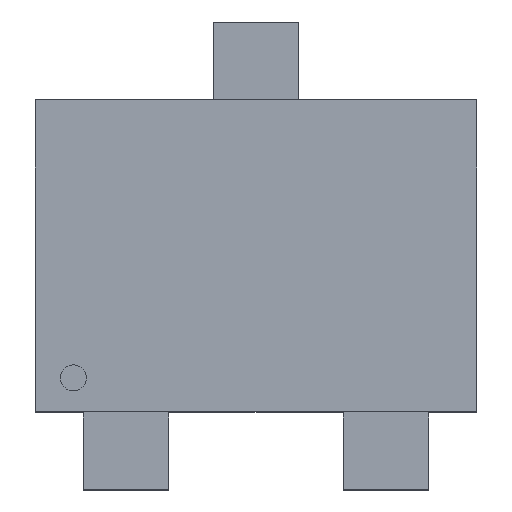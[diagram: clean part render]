
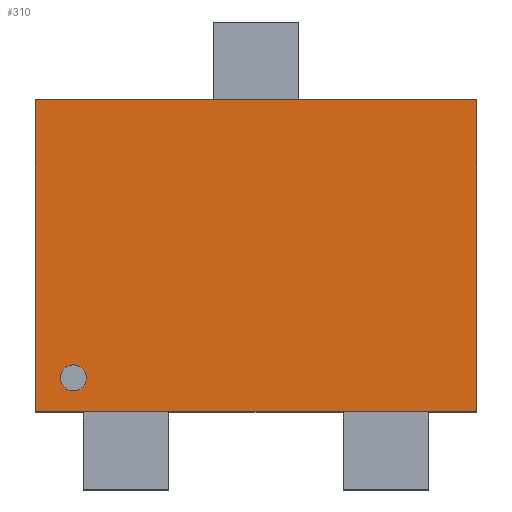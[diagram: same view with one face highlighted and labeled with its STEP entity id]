
A CAD part, top view. The second image highlights one B-rep face of the part: STEP entity #310.
In plain terms, the highlighted planar face has unit normal (0, 0, 1).
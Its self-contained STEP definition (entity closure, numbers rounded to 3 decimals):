
#32 = VERTEX_POINT('',#33);
#33 = CARTESIAN_POINT('',(-0.85,0.6,0.6));
#39 = EDGE_CURVE('',#32,#40,#42,.T.);
#40 = VERTEX_POINT('',#41);
#41 = CARTESIAN_POINT('',(0.85,0.6,0.6));
#42 = LINE('',#43,#44);
#43 = CARTESIAN_POINT('',(-0.85,0.6,0.6));
#44 = VECTOR('',#45,1.);
#45 = DIRECTION('',(1.,0.,0.));
#291 = EDGE_CURVE('',#40,#292,#294,.T.);
#292 = VERTEX_POINT('',#293);
#293 = CARTESIAN_POINT('',(0.85,-0.6,0.6));
#294 = LINE('',#295,#296);
#295 = CARTESIAN_POINT('',(0.85,0.6,0.6));
#296 = VECTOR('',#297,1.);
#297 = DIRECTION('',(0.,-1.,0.));
#310 = ADVANCED_FACE('',(#311,#329),#340,.F.);
#311 = FACE_BOUND('',#312,.F.);
#312 = EDGE_LOOP('',(#313,#314,#315,#323));
#313 = ORIENTED_EDGE('',*,*,#39,.T.);
#314 = ORIENTED_EDGE('',*,*,#291,.T.);
#315 = ORIENTED_EDGE('',*,*,#316,.T.);
#316 = EDGE_CURVE('',#292,#317,#319,.T.);
#317 = VERTEX_POINT('',#318);
#318 = CARTESIAN_POINT('',(-0.85,-0.6,0.6));
#319 = LINE('',#320,#321);
#320 = CARTESIAN_POINT('',(0.85,-0.6,0.6));
#321 = VECTOR('',#322,1.);
#322 = DIRECTION('',(-1.,0.,0.));
#323 = ORIENTED_EDGE('',*,*,#324,.T.);
#324 = EDGE_CURVE('',#317,#32,#325,.T.);
#325 = LINE('',#326,#327);
#326 = CARTESIAN_POINT('',(-0.85,-0.6,0.6));
#327 = VECTOR('',#328,1.);
#328 = DIRECTION('',(0.,1.,0.));
#329 = FACE_BOUND('',#330,.F.);
#330 = EDGE_LOOP('',(#331));
#331 = ORIENTED_EDGE('',*,*,#332,.T.);
#332 = EDGE_CURVE('',#333,#333,#335,.T.);
#333 = VERTEX_POINT('',#334);
#334 = CARTESIAN_POINT('',(-0.652,-0.47,0.6));
#335 = CIRCLE('',#336,0.05);
#336 = AXIS2_PLACEMENT_3D('',#337,#338,#339);
#337 = CARTESIAN_POINT('',(-0.702,-0.47,0.6));
#338 = DIRECTION('',(0.,0.,1.));
#339 = DIRECTION('',(1.,0.,0.));
#340 = PLANE('',#341);
#341 = AXIS2_PLACEMENT_3D('',#342,#343,#344);
#342 = CARTESIAN_POINT('',(0.,0.,0.6));
#343 = DIRECTION('',(-0.,-0.,-1.));
#344 = DIRECTION('',(-1.,0.,0.));
